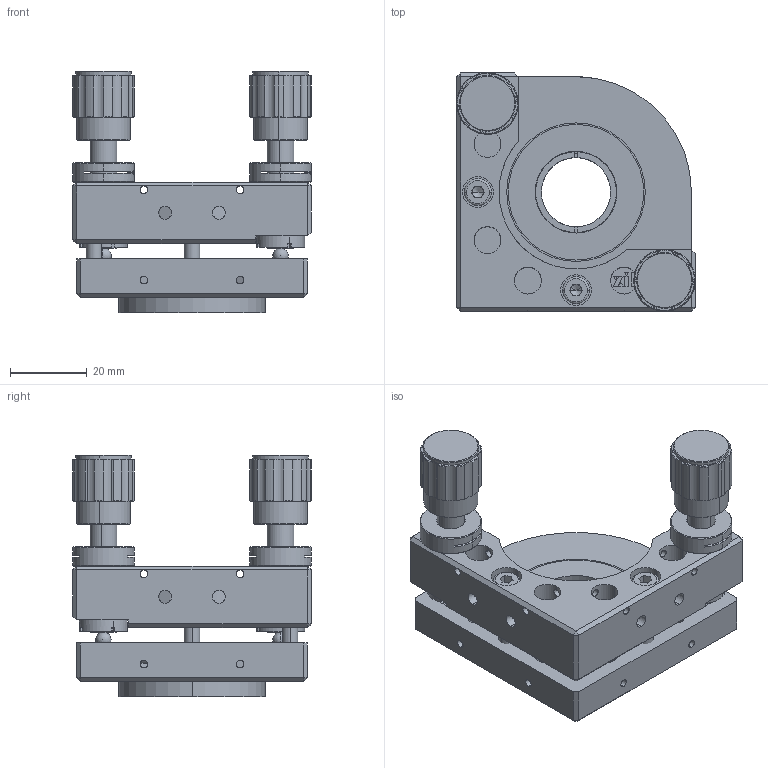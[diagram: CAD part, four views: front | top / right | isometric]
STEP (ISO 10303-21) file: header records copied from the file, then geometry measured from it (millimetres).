
FILE_DESCRIPTION (( 'STEP AP203' ), '1' );
FILE_NAME ('LM20-2.STEP', '2019-05-14T06:15:03', ( 'User' ), ( 'User' ), 'SwSTEP 2.0', 'SolidWorks 2016', '' );
FILE_SCHEMA (( 'CONFIG_CONTROL_DESIGN' ));
Length unit declared in the file: millimetre
Products named in the file (1): LM20-2
Bounding box: 62 x 62 x 62.8 mm (x, y, z)
Surface area: 25939.5 mm2 (no closed solid volume)
Topology: 0 solids, 27 shells, 403 faces, 1432 edges, 1023 vertices
Faces by surface type: plane 161, cylinder 149, cone 85, sphere 4, torus 4
Entity records: 16273 total; most frequent: CARTESIAN_POINT 3997, DIRECTION 2561, ORIENTED_EDGE 2319, EDGE_CURVE 1418, VERTEX_POINT 1017, AXIS2_PLACEMENT_3D 887, LINE 787, VECTOR 787
